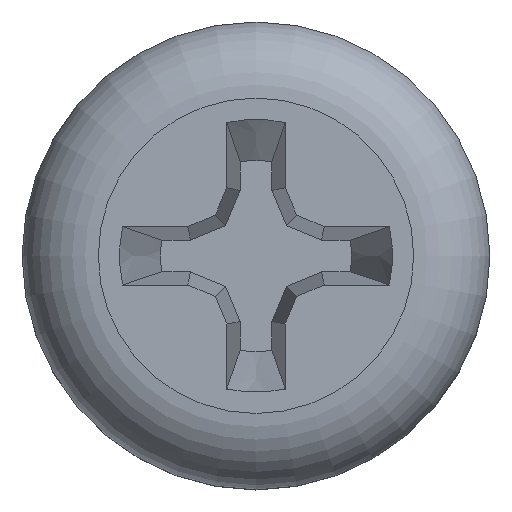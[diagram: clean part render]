
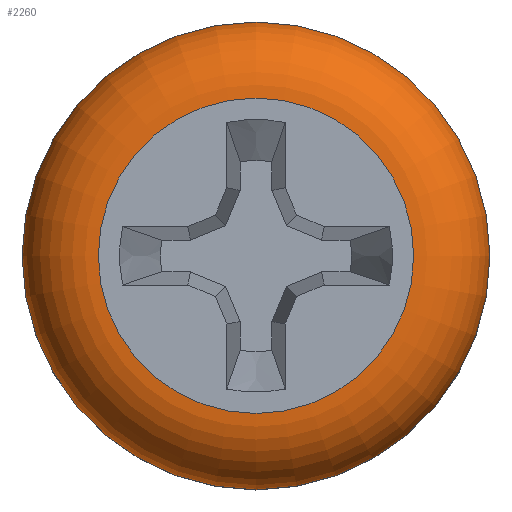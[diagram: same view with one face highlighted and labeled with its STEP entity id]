
A CAD part, top view. The second image highlights one B-rep face of the part: STEP entity #2260.
In plain terms, the highlighted toroidal (fillet/blend) face has major radius 4.045 mm and minor radius 1.955 mm.
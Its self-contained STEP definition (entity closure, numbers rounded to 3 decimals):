
#39=TOROIDAL_SURFACE('',#2408,4.045,1.955);
#234=FACE_OUTER_BOUND('',#354,.T.);
#354=EDGE_LOOP('',(#1744,#1745,#1746,#1747,#1748,#1749,#1750));
#392=CIRCLE('',#2409,6.);
#393=CIRCLE('',#2410,6.);
#394=CIRCLE('',#2411,1.955);
#395=CIRCLE('',#2412,4.045);
#396=CIRCLE('',#2413,4.045);
#397=CIRCLE('',#2414,6.);
#969=VERTEX_POINT('',#14183);
#970=VERTEX_POINT('',#14184);
#971=VERTEX_POINT('',#14186);
#972=VERTEX_POINT('',#14188);
#973=VERTEX_POINT('',#14190);
#1298=EDGE_CURVE('',#969,#970,#392,.T.);
#1299=EDGE_CURVE('',#971,#969,#393,.T.);
#1300=EDGE_CURVE('',#971,#972,#394,.T.);
#1301=EDGE_CURVE('',#972,#973,#395,.T.);
#1302=EDGE_CURVE('',#973,#972,#396,.T.);
#1303=EDGE_CURVE('',#970,#971,#397,.T.);
#1744=ORIENTED_EDGE('',*,*,#1298,.F.);
#1745=ORIENTED_EDGE('',*,*,#1299,.F.);
#1746=ORIENTED_EDGE('',*,*,#1300,.T.);
#1747=ORIENTED_EDGE('',*,*,#1301,.T.);
#1748=ORIENTED_EDGE('',*,*,#1302,.T.);
#1749=ORIENTED_EDGE('',*,*,#1300,.F.);
#1750=ORIENTED_EDGE('',*,*,#1303,.F.);
#2260=ADVANCED_FACE('',(#234),#39,.T.);
#2408=AXIS2_PLACEMENT_3D('',#14182,#2741,#2742);
#2409=AXIS2_PLACEMENT_3D('',#14185,#2743,#2744);
#2410=AXIS2_PLACEMENT_3D('',#14187,#2745,#2746);
#2411=AXIS2_PLACEMENT_3D('',#14189,#2747,#2748);
#2412=AXIS2_PLACEMENT_3D('',#14191,#2749,#2750);
#2413=AXIS2_PLACEMENT_3D('',#14192,#2751,#2752);
#2414=AXIS2_PLACEMENT_3D('',#14193,#2753,#2754);
#2741=DIRECTION('center_axis',(0.,0.,-1.));
#2742=DIRECTION('ref_axis',(0.,1.,0.));
#2743=DIRECTION('center_axis',(0.,0.,-1.));
#2744=DIRECTION('ref_axis',(0.,1.,0.));
#2745=DIRECTION('center_axis',(0.,0.,-1.));
#2746=DIRECTION('ref_axis',(0.,1.,0.));
#2747=DIRECTION('center_axis',(-1.,0.,0.));
#2748=DIRECTION('ref_axis',(0.,-1.,0.));
#2749=DIRECTION('center_axis',(0.,0.,-1.));
#2750=DIRECTION('ref_axis',(0.,1.,0.));
#2751=DIRECTION('center_axis',(0.,0.,-1.));
#2752=DIRECTION('ref_axis',(0.,1.,0.));
#2753=DIRECTION('center_axis',(0.,0.,-1.));
#2754=DIRECTION('ref_axis',(0.,1.,0.));
#14182=CARTESIAN_POINT('Origin',(0.,0.,2.645));
#14183=CARTESIAN_POINT('',(-6.,0.,2.645));
#14184=CARTESIAN_POINT('',(6.,0.,2.645));
#14185=CARTESIAN_POINT('Origin',(0.,0.,2.645));
#14186=CARTESIAN_POINT('',(0.,-6.,2.645));
#14187=CARTESIAN_POINT('Origin',(0.,0.,2.645));
#14188=CARTESIAN_POINT('',(0.,-4.045,4.6));
#14189=CARTESIAN_POINT('Origin',(0.,-4.045,2.645));
#14190=CARTESIAN_POINT('',(0.,4.045,4.6));
#14191=CARTESIAN_POINT('Origin',(0.,0.,4.6));
#14192=CARTESIAN_POINT('Origin',(0.,0.,4.6));
#14193=CARTESIAN_POINT('Origin',(0.,0.,2.645));
